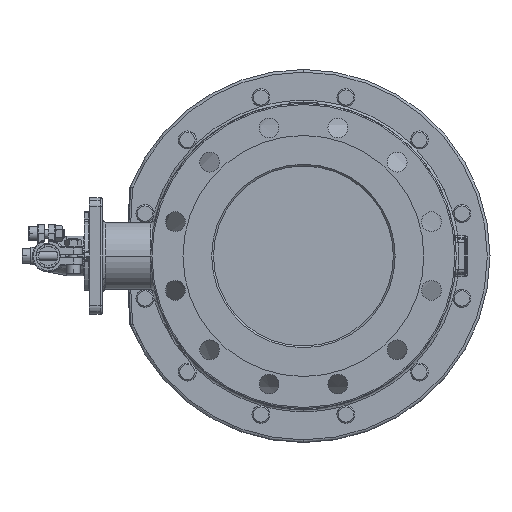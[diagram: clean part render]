
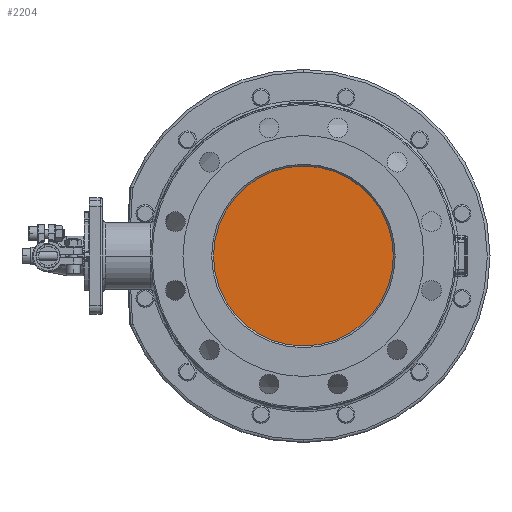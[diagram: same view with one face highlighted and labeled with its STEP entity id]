
A CAD part, left-side view. The second image highlights one B-rep face of the part: STEP entity #2204.
In plain terms, the highlighted planar face has unit normal (-1, 0, 0).
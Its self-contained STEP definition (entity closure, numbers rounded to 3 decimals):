
#2204=ADVANCED_FACE('',(#5383),#5384,.T.);
#5383=FACE_OUTER_BOUND('',#9681,.T.);
#5384=PLANE('',#9682);
#9681=EDGE_LOOP('',(#19533,#19534));
#9682=AXIS2_PLACEMENT_3D('',#19535,#19536,#19537);
#19533=ORIENTED_EDGE('',*,*,#29905,.F.);
#19534=ORIENTED_EDGE('',*,*,#29863,.F.);
#19535=CARTESIAN_POINT('',(-137.212,58.75,0.0));
#19536=DIRECTION('',(-1.0,0.0,0.0));
#19537=DIRECTION('',(0.0,0.0,1.0));
#29863=EDGE_CURVE('',#35962,#35964,#35965,.T.);
#29905=EDGE_CURVE('',#35964,#35962,#36025,.T.);
#35962=VERTEX_POINT('',#45601);
#35964=VERTEX_POINT('',#45604);
#35965=CIRCLE('',#45605,100.0);
#36025=CIRCLE('',#45674,100.0);
#45601=CARTESIAN_POINT('',(-137.212,-100.0,0.));
#45604=CARTESIAN_POINT('',(-137.212,100.0,0.));
#45605=AXIS2_PLACEMENT_3D('',#57077,#57078,#57079);
#45674=AXIS2_PLACEMENT_3D('',#57149,#57150,#57151);
#57077=CARTESIAN_POINT('',(-137.212,0.0,0.0));
#57078=DIRECTION('',(1.0,0.0,0.0));
#57079=DIRECTION('',(0.0,-1.0,0.0));
#57149=CARTESIAN_POINT('',(-137.212,0.0,0.0));
#57150=DIRECTION('',(1.0,0.0,0.0));
#57151=DIRECTION('',(0.0,-1.0,0.0));
